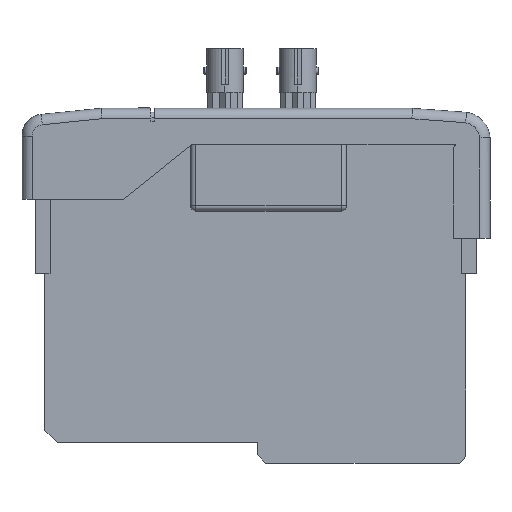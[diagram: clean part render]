
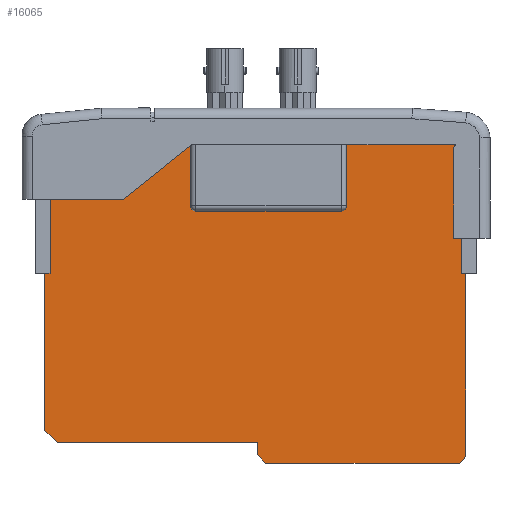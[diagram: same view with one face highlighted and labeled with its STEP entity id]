
A CAD part, left-side view. The second image highlights one B-rep face of the part: STEP entity #16065.
In plain terms, the highlighted planar face has unit normal (-1, 0, 0).
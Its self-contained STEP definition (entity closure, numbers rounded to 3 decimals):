
#1532 = CARTESIAN_POINT ( 'NONE',  ( 24.783, 45.096, -26.636 ) ) ;
#4471 = CARTESIAN_POINT ( 'NONE',  ( 24.783, 44.089, -26.636 ) ) ;
#4472 = DIRECTION ( 'NONE',  ( 0., 0., 1. ) ) ;
#4473 = VECTOR ( 'NONE', #4472, 1000. ) ;
#4474 = CARTESIAN_POINT ( 'NONE',  ( 24.783, 44.089, -26.636 ) ) ;
#4475 = LINE ( 'NONE', #4474, #4473 ) ;
#4504 = CARTESIAN_POINT ( 'NONE',  ( 24.783, -35.086, -26.636 ) ) ;
#4590 = DIRECTION ( 'NONE',  ( 0., -1., 0. ) ) ;
#4591 = VECTOR ( 'NONE', #4590, 1000. ) ;
#4592 = CARTESIAN_POINT ( 'NONE',  ( 24.783, 44.089, -26.636 ) ) ;
#4593 = LINE ( 'NONE', #4592, #4591 ) ;
#4718 = DIRECTION ( 'NONE',  ( 0., 0., 1. ) ) ;
#4719 = VECTOR ( 'NONE', #4718, 1000. ) ;
#4720 = CARTESIAN_POINT ( 'NONE',  ( 24.783, -35.086, -26.636 ) ) ;
#4721 = LINE ( 'NONE', #4720, #4719 ) ;
#4760 = DIRECTION ( 'NONE',  ( 0., -1., 0. ) ) ;
#4761 = VECTOR ( 'NONE', #4760, 1000. ) ;
#4762 = CARTESIAN_POINT ( 'NONE',  ( 24.783, -35.086, -26.636 ) ) ;
#4763 = LINE ( 'NONE', #4762, #4761 ) ;
#7696 = VERTEX_POINT ( 'NONE', #1532 ) ;
#10034 = VECTOR ( 'NONE', #10260, 1000. ) ;
#10115 = PLANE ( 'NONE',  #10174 ) ;
#10130 = FACE_OUTER_BOUND ( 'NONE', #16066, .T. ) ;
#10165 = CARTESIAN_POINT ( 'NONE',  ( 24.783, 42.616, -59.121 ) ) ;
#10166 = CARTESIAN_POINT ( 'NONE',  ( 24.783, 45.096, -56.775 ) ) ;
#10167 = DIRECTION ( 'NONE',  ( 0., 0., 1. ) ) ;
#10168 = VECTOR ( 'NONE', #10167, 1000. ) ;
#10169 = CARTESIAN_POINT ( 'NONE',  ( 24.783, 45.096, 1.169 ) ) ;
#10170 = LINE ( 'NONE', #10169, #10168 ) ;
#10171 = DIRECTION ( 'NONE',  ( 0., 0., 1. ) ) ;
#10172 = DIRECTION ( 'NONE',  ( -1., 0., 0. ) ) ;
#10173 = CARTESIAN_POINT ( 'NONE',  ( 24.783, 0.214, -99.249 ) ) ;
#10174 = AXIS2_PLACEMENT_3D ( 'NONE', #10173, #10172, #10171 ) ;
#10260 = DIRECTION ( 'NONE',  ( 0., 0.694, -0.72 ) ) ;
#10261 = CARTESIAN_POINT ( 'NONE',  ( 24.783, -34.584, -63.165 ) ) ;
#10262 = LINE ( 'NONE', #10261, #10034 ) ;
#10302 = DIRECTION ( 'NONE',  ( 0., -0.996, 0.085 ) ) ;
#10303 = VECTOR ( 'NONE', #10302, 1000. ) ;
#10304 = CARTESIAN_POINT ( 'NONE',  ( 24.783, 45.096, 1.169 ) ) ;
#10305 = LINE ( 'NONE', #10304, #10303 ) ;
#10307 = CARTESIAN_POINT ( 'NONE',  ( 24.783, 30.288, 2.433 ) ) ;
#10308 = DIRECTION ( 'NONE',  ( 0., -1., 0. ) ) ;
#10309 = VECTOR ( 'NONE', #10308, 1000. ) ;
#10310 = CARTESIAN_POINT ( 'NONE',  ( 24.783, -35.904, 2.433 ) ) ;
#10311 = LINE ( 'NONE', #10310, #10309 ) ;
#10312 = DIRECTION ( 'NONE',  ( 0., 0., -1. ) ) ;
#10313 = VECTOR ( 'NONE', #10312, 1000. ) ;
#10314 = CARTESIAN_POINT ( 'NONE',  ( 24.783, -35.904, -61.796 ) ) ;
#10315 = LINE ( 'NONE', #10314, #10313 ) ;
#10316 = CARTESIAN_POINT ( 'NONE',  ( 24.783, -34.584, -63.165 ) ) ;
#10317 = DIRECTION ( 'NONE',  ( 0., 1., 0. ) ) ;
#10318 = VECTOR ( 'NONE', #10317, 1000. ) ;
#10319 = CARTESIAN_POINT ( 'NONE',  ( 24.783, 2.566, -63.165 ) ) ;
#10320 = LINE ( 'NONE', #10319, #10318 ) ;
#10321 = CARTESIAN_POINT ( 'NONE',  ( 24.783, 2.566, -63.165 ) ) ;
#10322 = DIRECTION ( 'NONE',  ( 0., 0.664, 0.748 ) ) ;
#10323 = VECTOR ( 'NONE', #10322, 1000. ) ;
#10324 = CARTESIAN_POINT ( 'NONE',  ( 24.783, 4.096, -61.443 ) ) ;
#10325 = LINE ( 'NONE', #10324, #10323 ) ;
#10326 = CARTESIAN_POINT ( 'NONE',  ( 24.783, 4.096, -61.443 ) ) ;
#10327 = DIRECTION ( 'NONE',  ( 0., 0., 1. ) ) ;
#10328 = VECTOR ( 'NONE', #10327, 1000. ) ;
#10329 = CARTESIAN_POINT ( 'NONE',  ( 24.783, 4.096, -59.121 ) ) ;
#10330 = LINE ( 'NONE', #10329, #10328 ) ;
#10332 = CARTESIAN_POINT ( 'NONE',  ( 24.783, 4.096, -59.121 ) ) ;
#10333 = DIRECTION ( 'NONE',  ( 0., 1., 0. ) ) ;
#10334 = VECTOR ( 'NONE', #10333, 1000. ) ;
#10335 = CARTESIAN_POINT ( 'NONE',  ( 24.783, 42.616, -59.121 ) ) ;
#10336 = LINE ( 'NONE', #10335, #10334 ) ;
#10337 = DIRECTION ( 'NONE',  ( 0., 0.726, 0.687 ) ) ;
#10338 = VECTOR ( 'NONE', #10337, 1000. ) ;
#10339 = CARTESIAN_POINT ( 'NONE',  ( 24.783, 45.096, -56.775 ) ) ;
#10340 = LINE ( 'NONE', #10339, #10338 ) ;
#10374 = CARTESIAN_POINT ( 'NONE',  ( 24.783, -35.904, -61.796 ) ) ;
#11128 = CARTESIAN_POINT ( 'NONE',  ( 24.783, -35.904, -26.636 ) ) ;
#12059 = CARTESIAN_POINT ( 'NONE',  ( 24.783, -35.086, 2.433 ) ) ;
#12077 = CARTESIAN_POINT ( 'NONE',  ( 24.783, 44.089, 1.255 ) ) ;
#14480 = EDGE_CURVE ( 'NONE', #14481, #16946, #4475, .T. ) ;
#14481 = VERTEX_POINT ( 'NONE', #4471 ) ;
#14490 = VERTEX_POINT ( 'NONE', #4504 ) ;
#14514 = EDGE_CURVE ( 'NONE', #7696, #14481, #4593, .T. ) ;
#14570 = EDGE_CURVE ( 'NONE', #14490, #16924, #4721, .T. ) ;
#14580 = EDGE_CURVE ( 'NONE', #14490, #16515, #4763, .T. ) ;
#16065 = ADVANCED_FACE ( 'NONE', ( #10130 ), #10115, .T. ) ;
#16066 = EDGE_LOOP ( 'NONE', ( #16067, #16068, #16069, #16072, #16133, #16136, #16139, #16142, #16119, #16121, #16123, #16124, #16125, #16128 ) ) ;
#16067 = ORIENTED_EDGE ( 'NONE', *, *, #14480, .F. ) ;
#16068 = ORIENTED_EDGE ( 'NONE', *, *, #14514, .F. ) ;
#16069 = ORIENTED_EDGE ( 'NONE', *, *, #16070, .F. ) ;
#16070 = EDGE_CURVE ( 'NONE', #16071, #7696, #10170, .T. ) ;
#16071 = VERTEX_POINT ( 'NONE', #10166 ) ;
#16072 = ORIENTED_EDGE ( 'NONE', *, *, #16132, .F. ) ;
#16073 = VERTEX_POINT ( 'NONE', #10165 ) ;
#16119 = ORIENTED_EDGE ( 'NONE', *, *, #16120, .F. ) ;
#16120 = EDGE_CURVE ( 'NONE', #16145, #16144, #10262, .T. ) ;
#16121 = ORIENTED_EDGE ( 'NONE', *, *, #16122, .F. ) ;
#16122 = EDGE_CURVE ( 'NONE', #16515, #16145, #10315, .T. ) ;
#16123 = ORIENTED_EDGE ( 'NONE', *, *, #14580, .F. ) ;
#16124 = ORIENTED_EDGE ( 'NONE', *, *, #14570, .T. ) ;
#16125 = ORIENTED_EDGE ( 'NONE', *, *, #16126, .F. ) ;
#16126 = EDGE_CURVE ( 'NONE', #16127, #16924, #10311, .T. ) ;
#16127 = VERTEX_POINT ( 'NONE', #10307 ) ;
#16128 = ORIENTED_EDGE ( 'NONE', *, *, #16129, .F. ) ;
#16129 = EDGE_CURVE ( 'NONE', #16946, #16127, #10305, .T. ) ;
#16132 = EDGE_CURVE ( 'NONE', #16073, #16071, #10340, .T. ) ;
#16133 = ORIENTED_EDGE ( 'NONE', *, *, #16134, .F. ) ;
#16134 = EDGE_CURVE ( 'NONE', #16135, #16073, #10336, .T. ) ;
#16135 = VERTEX_POINT ( 'NONE', #10332 ) ;
#16136 = ORIENTED_EDGE ( 'NONE', *, *, #16137, .F. ) ;
#16137 = EDGE_CURVE ( 'NONE', #16138, #16135, #10330, .T. ) ;
#16138 = VERTEX_POINT ( 'NONE', #10326 ) ;
#16139 = ORIENTED_EDGE ( 'NONE', *, *, #16140, .F. ) ;
#16140 = EDGE_CURVE ( 'NONE', #16141, #16138, #10325, .T. ) ;
#16141 = VERTEX_POINT ( 'NONE', #10321 ) ;
#16142 = ORIENTED_EDGE ( 'NONE', *, *, #16143, .F. ) ;
#16143 = EDGE_CURVE ( 'NONE', #16144, #16141, #10320, .T. ) ;
#16144 = VERTEX_POINT ( 'NONE', #10316 ) ;
#16145 = VERTEX_POINT ( 'NONE', #10374 ) ;
#16515 = VERTEX_POINT ( 'NONE', #11128 ) ;
#16924 = VERTEX_POINT ( 'NONE', #12059 ) ;
#16946 = VERTEX_POINT ( 'NONE', #12077 ) ;
